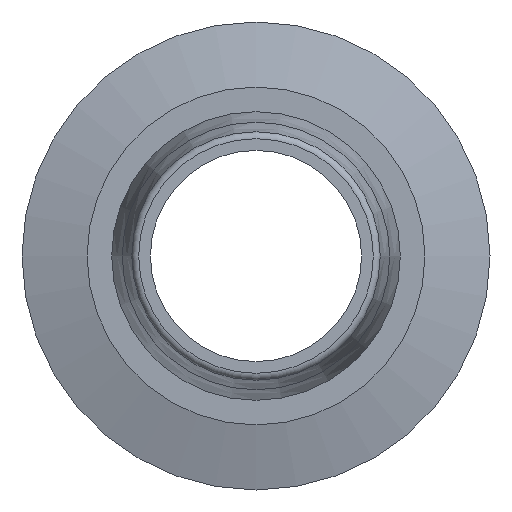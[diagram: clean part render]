
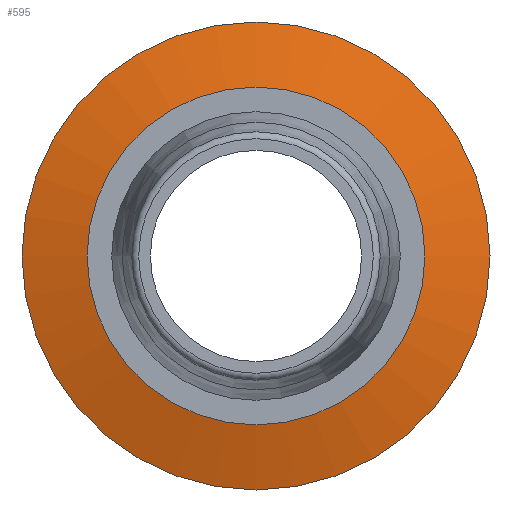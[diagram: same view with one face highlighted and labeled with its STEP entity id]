
A CAD part, left-side view. The second image highlights one B-rep face of the part: STEP entity #595.
In plain terms, the highlighted conical face has half-angle 75 degrees and reference radius 21.215 mm.
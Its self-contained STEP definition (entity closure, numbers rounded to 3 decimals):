
#41=FACE_OUTER_BOUND('',#71,.T.);
#71=EDGE_LOOP('',(#401,#402,#403,#404,#405,#406,#407));
#101=LINE('',#1010,#120);
#120=VECTOR('',#797,21.215);
#141=CIRCLE('',#648,16.625);
#142=CIRCLE('',#649,16.625);
#143=CIRCLE('',#652,11.121);
#148=CIRCLE('',#657,11.121);
#149=CIRCLE('',#658,11.121);
#213=VERTEX_POINT('',#983);
#214=VERTEX_POINT('',#985);
#215=VERTEX_POINT('',#990);
#216=VERTEX_POINT('',#991);
#220=VERTEX_POINT('',#1000);
#283=EDGE_CURVE('',#213,#214,#141,.T.);
#284=EDGE_CURVE('',#214,#213,#142,.T.);
#285=EDGE_CURVE('',#215,#216,#143,.T.);
#290=EDGE_CURVE('',#216,#220,#148,.T.);
#291=EDGE_CURVE('',#220,#215,#149,.T.);
#295=EDGE_CURVE('',#214,#220,#101,.T.);
#401=ORIENTED_EDGE('',*,*,#283,.F.);
#402=ORIENTED_EDGE('',*,*,#284,.F.);
#403=ORIENTED_EDGE('',*,*,#295,.T.);
#404=ORIENTED_EDGE('',*,*,#290,.F.);
#405=ORIENTED_EDGE('',*,*,#285,.F.);
#406=ORIENTED_EDGE('',*,*,#291,.F.);
#407=ORIENTED_EDGE('',*,*,#295,.F.);
#547=CONICAL_SURFACE('',#662,21.215,1.309);
#595=ADVANCED_FACE('',(#41),#547,.T.);
#648=AXIS2_PLACEMENT_3D('',#986,#766,#767);
#649=AXIS2_PLACEMENT_3D('',#987,#768,#769);
#652=AXIS2_PLACEMENT_3D('',#992,#774,#775);
#657=AXIS2_PLACEMENT_3D('',#1001,#784,#785);
#658=AXIS2_PLACEMENT_3D('',#1002,#786,#787);
#662=AXIS2_PLACEMENT_3D('',#1009,#795,#796);
#766=DIRECTION('center_axis',(1.,0.,0.));
#767=DIRECTION('ref_axis',(0.,-1.,0.));
#768=DIRECTION('center_axis',(1.,0.,0.));
#769=DIRECTION('ref_axis',(0.,-1.,0.));
#774=DIRECTION('center_axis',(-1.,0.,0.));
#775=DIRECTION('ref_axis',(0.,-1.,0.));
#784=DIRECTION('center_axis',(-1.,0.,0.));
#785=DIRECTION('ref_axis',(0.,-1.,0.));
#786=DIRECTION('center_axis',(-1.,0.,0.));
#787=DIRECTION('ref_axis',(0.,-1.,0.));
#795=DIRECTION('center_axis',(1.,0.,0.));
#796=DIRECTION('ref_axis',(0.,1.,0.));
#797=DIRECTION('',(-0.259,0.966,0.));
#983=CARTESIAN_POINT('',(51.074,16.625,0.));
#985=CARTESIAN_POINT('',(51.074,-16.625,0.));
#986=CARTESIAN_POINT('Origin',(51.074,0.,0.));
#987=CARTESIAN_POINT('Origin',(51.074,0.,0.));
#990=CARTESIAN_POINT('',(49.599,11.121,0.));
#991=CARTESIAN_POINT('',(49.599,0.,-11.121));
#992=CARTESIAN_POINT('Origin',(49.599,0.,0.));
#1000=CARTESIAN_POINT('',(49.599,-11.121,0.));
#1001=CARTESIAN_POINT('Origin',(49.599,0.,0.));
#1002=CARTESIAN_POINT('Origin',(49.599,0.,0.));
#1009=CARTESIAN_POINT('Origin',(52.304,0.,0.));
#1010=CARTESIAN_POINT('',(52.304,-21.215,0.));
